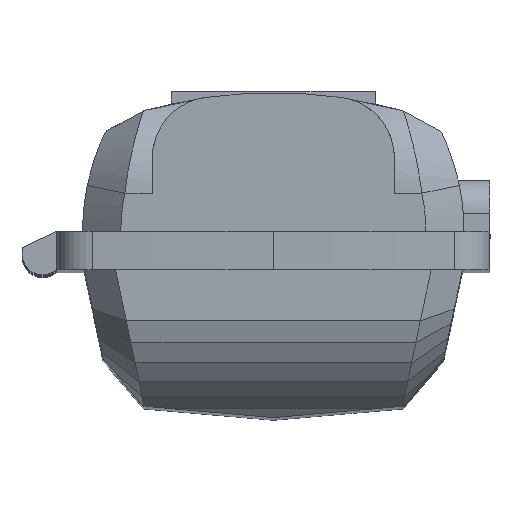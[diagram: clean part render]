
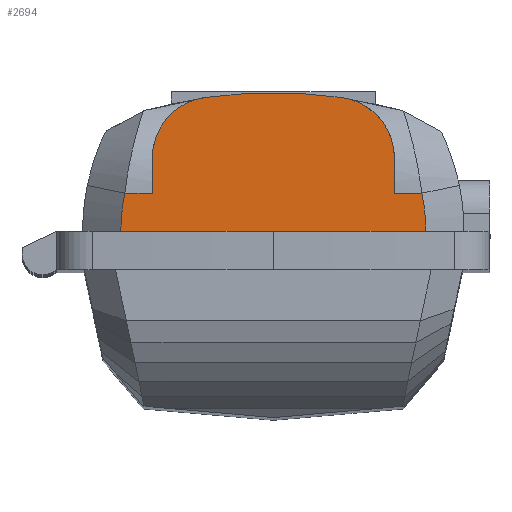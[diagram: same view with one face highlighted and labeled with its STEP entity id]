
A CAD part, top view. The second image highlights one B-rep face of the part: STEP entity #2694.
In plain terms, the highlighted planar face has unit normal (0, 0, 1).
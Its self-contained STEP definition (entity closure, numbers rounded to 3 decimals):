
#11 = EDGE_CURVE ( 'NONE', #5829, #10144, #10012, .T. ) ;
#20 = ORIENTED_EDGE ( 'NONE', *, *, #6524, .T. ) ;
#136 = EDGE_CURVE ( 'NONE', #6833, #842, #2897, .T. ) ;
#305 = FACE_OUTER_BOUND ( 'NONE', #3481, .T. ) ;
#571 = AXIS2_PLACEMENT_3D ( 'NONE', #1765, #9566, #8770 ) ;
#791 = EDGE_CURVE ( 'NONE', #6077, #2389, #3783, .T. ) ;
#794 = AXIS2_PLACEMENT_3D ( 'NONE', #6125, #8505, #4816 ) ;
#842 = VERTEX_POINT ( 'NONE', #3563 ) ;
#849 = CARTESIAN_POINT ( 'NONE',  ( 14.799, -0.009, 339. ) ) ;
#944 = ORIENTED_EDGE ( 'NONE', *, *, #6263, .F. ) ;
#1062 = CARTESIAN_POINT ( 'NONE',  ( 0., -0.009, 339. ) ) ;
#1175 = AXIS2_PLACEMENT_3D ( 'NONE', #10104, #7765, #6993 ) ;
#1343 = ORIENTED_EDGE ( 'NONE', *, *, #4122, .T. ) ;
#1585 = DIRECTION ( 'NONE',  ( 1., 0., 0. ) ) ;
#1625 = DIRECTION ( 'NONE',  ( -1., 0., 0. ) ) ;
#1765 = CARTESIAN_POINT ( 'NONE',  ( -61.984, 35.638, 339. ) ) ;
#1819 = DIRECTION ( 'NONE',  ( -1., 0., 0. ) ) ;
#2012 = VECTOR ( 'NONE', #1819, 1000. ) ;
#2019 = DIRECTION ( 'NONE',  ( -1., 0., 0. ) ) ;
#2317 = CARTESIAN_POINT ( 'NONE',  ( -61.984, 14.991, 339. ) ) ;
#2389 = VERTEX_POINT ( 'NONE', #2616 ) ;
#2616 = CARTESIAN_POINT ( 'NONE',  ( -47.5, 28.741, 339. ) ) ;
#2618 = EDGE_CURVE ( 'NONE', #10144, #5917, #9389, .T. ) ;
#2694 = ADVANCED_FACE ( 'NONE', ( #305 ), #7776, .T. ) ;
#2720 = CARTESIAN_POINT ( 'NONE',  ( 26.988, 52.483, 339. ) ) ;
#2883 = ORIENTED_EDGE ( 'NONE', *, *, #5101, .T. ) ;
#2887 = VECTOR ( 'NONE', #1625, 1000. ) ;
#2897 = LINE ( 'NONE', #4064, #9404 ) ;
#3150 = LINE ( 'NONE', #9337, #4259 ) ;
#3481 = EDGE_LOOP ( 'NONE', ( #4779, #20, #8396, #6123, #944, #8985, #9493, #2883, #10175, #1343 ) ) ;
#3563 = CARTESIAN_POINT ( 'NONE',  ( -58.297, 14.991, 339. ) ) ;
#3575 = DIRECTION ( 'NONE',  ( 0., 0., 1. ) ) ;
#3664 = CARTESIAN_POINT ( 'NONE',  ( -59.82, -0.009, 339. ) ) ;
#3783 = CIRCLE ( 'NONE', #1175, 24. ) ;
#3831 = CARTESIAN_POINT ( 'NONE',  ( -47.5, 14.991, 339. ) ) ;
#3899 = DIRECTION ( 'NONE',  ( 0., 0., 1. ) ) ;
#4064 = CARTESIAN_POINT ( 'NONE',  ( -61.984, 14.991, 339. ) ) ;
#4122 = EDGE_CURVE ( 'NONE', #4565, #6077, #9061, .T. ) ;
#4259 = VECTOR ( 'NONE', #6917, 1000. ) ;
#4542 = DIRECTION ( 'NONE',  ( 0., -1., 0. ) ) ;
#4565 = VERTEX_POINT ( 'NONE', #2720 ) ;
#4656 = CARTESIAN_POINT ( 'NONE',  ( 47.5, 28.738, 339. ) ) ;
#4682 = CIRCLE ( 'NONE', #6141, 74.619 ) ;
#4779 = ORIENTED_EDGE ( 'NONE', *, *, #791, .T. ) ;
#4816 = DIRECTION ( 'NONE',  ( -1., 0., 0. ) ) ;
#5101 = EDGE_CURVE ( 'NONE', #5917, #8045, #3150, .T. ) ;
#5829 = VERTEX_POINT ( 'NONE', #9660 ) ;
#5917 = VERTEX_POINT ( 'NONE', #8256 ) ;
#6077 = VERTEX_POINT ( 'NONE', #7865 ) ;
#6123 = ORIENTED_EDGE ( 'NONE', *, *, #6686, .F. ) ;
#6125 = CARTESIAN_POINT ( 'NONE',  ( -14.82, -0.009, 339. ) ) ;
#6141 = AXIS2_PLACEMENT_3D ( 'NONE', #849, #6340, #8743 ) ;
#6263 = EDGE_CURVE ( 'NONE', #5829, #9913, #6914, .T. ) ;
#6289 = AXIS2_PLACEMENT_3D ( 'NONE', #6428, #3899, #1585 ) ;
#6297 = LINE ( 'NONE', #7569, #7633 ) ;
#6340 = DIRECTION ( 'NONE',  ( 0., 0., -1. ) ) ;
#6428 = CARTESIAN_POINT ( 'NONE',  ( 23.5, 28.738, 339. ) ) ;
#6465 = CARTESIAN_POINT ( 'NONE',  ( 58.276, 14.991, 339. ) ) ;
#6495 = CIRCLE ( 'NONE', #6289, 24. ) ;
#6524 = EDGE_CURVE ( 'NONE', #2389, #6833, #6297, .T. ) ;
#6657 = CARTESIAN_POINT ( 'NONE',  ( -0.01, -131.293, 339. ) ) ;
#6686 = EDGE_CURVE ( 'NONE', #9913, #842, #4682, .T. ) ;
#6833 = VERTEX_POINT ( 'NONE', #3831 ) ;
#6914 = LINE ( 'NONE', #1062, #2012 ) ;
#6917 = DIRECTION ( 'NONE',  ( 0., 1., 0. ) ) ;
#6993 = DIRECTION ( 'NONE',  ( 1., 0., 0. ) ) ;
#7427 = EDGE_CURVE ( 'NONE', #8045, #4565, #6495, .T. ) ;
#7569 = CARTESIAN_POINT ( 'NONE',  ( -47.5, 35.638, 339. ) ) ;
#7633 = VECTOR ( 'NONE', #4542, 1000. ) ;
#7765 = DIRECTION ( 'NONE',  ( 0., 0., 1. ) ) ;
#7776 = PLANE ( 'NONE',  #571 ) ;
#7865 = CARTESIAN_POINT ( 'NONE',  ( -26.985, 52.486, 339. ) ) ;
#8045 = VERTEX_POINT ( 'NONE', #4656 ) ;
#8251 = AXIS2_PLACEMENT_3D ( 'NONE', #6657, #3575, #2019 ) ;
#8256 = CARTESIAN_POINT ( 'NONE',  ( 47.5, 14.991, 339. ) ) ;
#8396 = ORIENTED_EDGE ( 'NONE', *, *, #136, .T. ) ;
#8505 = DIRECTION ( 'NONE',  ( 0., 0., 1. ) ) ;
#8743 = DIRECTION ( 'NONE',  ( -1., 0., 0. ) ) ;
#8770 = DIRECTION ( 'NONE',  ( 1., 0., 0. ) ) ;
#8846 = DIRECTION ( 'NONE',  ( -1., 0., 0. ) ) ;
#8985 = ORIENTED_EDGE ( 'NONE', *, *, #11, .T. ) ;
#9061 = CIRCLE ( 'NONE', #8251, 185.749 ) ;
#9337 = CARTESIAN_POINT ( 'NONE',  ( 47.5, 35.638, 339. ) ) ;
#9389 = LINE ( 'NONE', #2317, #2887 ) ;
#9404 = VECTOR ( 'NONE', #8846, 1000. ) ;
#9493 = ORIENTED_EDGE ( 'NONE', *, *, #2618, .T. ) ;
#9566 = DIRECTION ( 'NONE',  ( 0., 0., 1. ) ) ;
#9660 = CARTESIAN_POINT ( 'NONE',  ( 59.799, -0.009, 339. ) ) ;
#9913 = VERTEX_POINT ( 'NONE', #3664 ) ;
#10012 = CIRCLE ( 'NONE', #794, 74.619 ) ;
#10104 = CARTESIAN_POINT ( 'NONE',  ( -23.5, 28.741, 339. ) ) ;
#10144 = VERTEX_POINT ( 'NONE', #6465 ) ;
#10175 = ORIENTED_EDGE ( 'NONE', *, *, #7427, .T. ) ;
